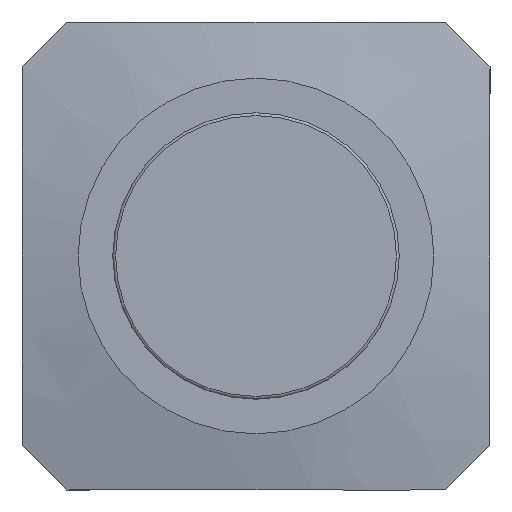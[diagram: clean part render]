
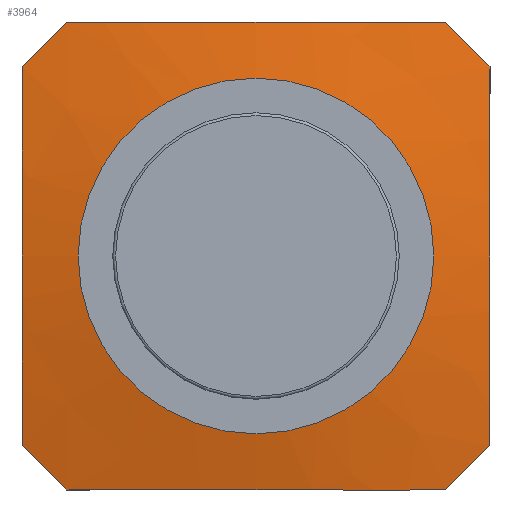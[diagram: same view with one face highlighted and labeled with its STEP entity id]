
A CAD part, left-side view. The second image highlights one B-rep face of the part: STEP entity #3964.
In plain terms, the highlighted conical face has half-angle 78.69 degrees and reference radius 15.75 mm.
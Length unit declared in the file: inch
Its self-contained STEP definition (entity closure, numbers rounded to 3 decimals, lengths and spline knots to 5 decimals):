
#30=(
BOUNDED_CURVE()
B_SPLINE_CURVE(2,(#6470,#6471,#6472),.UNSPECIFIED.,.F.,.F.)
B_SPLINE_CURVE_WITH_KNOTS((3,3),(0.59143,3.04923),
 .UNSPECIFIED.)
CURVE()
GEOMETRIC_REPRESENTATION_ITEM()
RATIONAL_B_SPLINE_CURVE((1.207,1.553,1.207))
REPRESENTATION_ITEM('')
);
#31=(
BOUNDED_CURVE()
B_SPLINE_CURVE(2,(#6497,#6498,#6499),.UNSPECIFIED.,.F.,.F.)
B_SPLINE_CURVE_WITH_KNOTS((3,3),(0.59143,3.04923),
 .UNSPECIFIED.)
CURVE()
GEOMETRIC_REPRESENTATION_ITEM()
RATIONAL_B_SPLINE_CURVE((1.207,1.553,1.207))
REPRESENTATION_ITEM('')
);
#32=(
BOUNDED_CURVE()
B_SPLINE_CURVE(2,(#6502,#6503,#6504),.UNSPECIFIED.,.F.,.F.)
B_SPLINE_CURVE_WITH_KNOTS((3,3),(0.57616,0.92867),
 .UNSPECIFIED.)
CURVE()
GEOMETRIC_REPRESENTATION_ITEM()
RATIONAL_B_SPLINE_CURVE((1.05,1.055,1.05))
REPRESENTATION_ITEM('')
);
#33=(
BOUNDED_CURVE()
B_SPLINE_CURVE(2,(#6506,#6507,#6508),.UNSPECIFIED.,.F.,.F.)
B_SPLINE_CURVE_WITH_KNOTS((3,3),(1.82033,3.04923),
 .UNSPECIFIED.)
CURVE()
GEOMETRIC_REPRESENTATION_ITEM()
RATIONAL_B_SPLINE_CURVE((1.38,1.38,1.207))
REPRESENTATION_ITEM('')
);
#34=(
BOUNDED_CURVE()
B_SPLINE_CURVE(2,(#6511,#6512,#6513),.UNSPECIFIED.,.F.,.F.)
B_SPLINE_CURVE_WITH_KNOTS((3,3),(0.59143,1.82033),
 .UNSPECIFIED.)
CURVE()
GEOMETRIC_REPRESENTATION_ITEM()
RATIONAL_B_SPLINE_CURVE((1.207,1.38,1.38))
REPRESENTATION_ITEM('')
);
#35=(
BOUNDED_CURVE()
B_SPLINE_CURVE(2,(#6515,#6516,#6517),.UNSPECIFIED.,.F.,.F.)
B_SPLINE_CURVE_WITH_KNOTS((3,3),(0.57616,0.92867),
 .UNSPECIFIED.)
CURVE()
GEOMETRIC_REPRESENTATION_ITEM()
RATIONAL_B_SPLINE_CURVE((1.05,1.055,1.05))
REPRESENTATION_ITEM('')
);
#36=(
BOUNDED_CURVE()
B_SPLINE_CURVE(2,(#6519,#6520,#6521),.UNSPECIFIED.,.F.,.F.)
B_SPLINE_CURVE_WITH_KNOTS((3,3),(0.59143,3.04923),
 .UNSPECIFIED.)
CURVE()
GEOMETRIC_REPRESENTATION_ITEM()
RATIONAL_B_SPLINE_CURVE((1.207,1.553,1.207))
REPRESENTATION_ITEM('')
);
#37=(
BOUNDED_CURVE()
B_SPLINE_CURVE(2,(#6522,#6523,#6524),.UNSPECIFIED.,.F.,.F.)
B_SPLINE_CURVE_WITH_KNOTS((3,3),(0.57616,0.92867),
 .UNSPECIFIED.)
CURVE()
GEOMETRIC_REPRESENTATION_ITEM()
RATIONAL_B_SPLINE_CURVE((1.05,1.055,1.05))
REPRESENTATION_ITEM('')
);
#38=(
BOUNDED_CURVE()
B_SPLINE_CURVE(2,(#6525,#6526,#6527),.UNSPECIFIED.,.F.,.F.)
B_SPLINE_CURVE_WITH_KNOTS((3,3),(0.57616,0.92867),
 .UNSPECIFIED.)
CURVE()
GEOMETRIC_REPRESENTATION_ITEM()
RATIONAL_B_SPLINE_CURVE((1.05,1.055,1.05))
REPRESENTATION_ITEM('')
);
#44=CONICAL_SURFACE('',#4219,0.62008,1.373);
#251=CIRCLE('',#4213,0.37402);
#458=FACE_OUTER_BOUND('',#691,.T.);
#691=EDGE_LOOP('',(#3264,#3265,#3266,#3267,#3268,#3269,#3270,#3271,#3272,
#3273,#3274,#3275));
#1076=LINE('',#6509,#1443);
#1443=VECTOR('',#5020,0.62008);
#1764=VERTEX_POINT('',#6461);
#1767=VERTEX_POINT('',#6467);
#1768=VERTEX_POINT('',#6469);
#1777=VERTEX_POINT('',#6493);
#1778=VERTEX_POINT('',#6495);
#1779=VERTEX_POINT('',#6501);
#1780=VERTEX_POINT('',#6505);
#1781=VERTEX_POINT('',#6510);
#1782=VERTEX_POINT('',#6514);
#1783=VERTEX_POINT('',#6518);
#2265=EDGE_CURVE('',#1764,#1764,#251,.T.);
#2268=EDGE_CURVE('',#1767,#1768,#30,.T.);
#2281=EDGE_CURVE('',#1778,#1777,#31,.T.);
#2282=EDGE_CURVE('',#1767,#1779,#32,.T.);
#2283=EDGE_CURVE('',#1780,#1779,#33,.T.);
#2284=EDGE_CURVE('',#1780,#1764,#1076,.T.);
#2285=EDGE_CURVE('',#1781,#1780,#34,.T.);
#2286=EDGE_CURVE('',#1781,#1782,#35,.T.);
#2287=EDGE_CURVE('',#1783,#1782,#36,.T.);
#2288=EDGE_CURVE('',#1783,#1777,#37,.T.);
#2289=EDGE_CURVE('',#1778,#1768,#38,.T.);
#3264=ORIENTED_EDGE('',*,*,#2282,.T.);
#3265=ORIENTED_EDGE('',*,*,#2283,.F.);
#3266=ORIENTED_EDGE('',*,*,#2284,.T.);
#3267=ORIENTED_EDGE('',*,*,#2265,.F.);
#3268=ORIENTED_EDGE('',*,*,#2284,.F.);
#3269=ORIENTED_EDGE('',*,*,#2285,.F.);
#3270=ORIENTED_EDGE('',*,*,#2286,.T.);
#3271=ORIENTED_EDGE('',*,*,#2287,.F.);
#3272=ORIENTED_EDGE('',*,*,#2288,.T.);
#3273=ORIENTED_EDGE('',*,*,#2281,.F.);
#3274=ORIENTED_EDGE('',*,*,#2289,.T.);
#3275=ORIENTED_EDGE('',*,*,#2268,.F.);
#3964=ADVANCED_FACE('',(#458),#44,.T.);
#4213=AXIS2_PLACEMENT_3D('',#6462,#4994,#4995);
#4219=AXIS2_PLACEMENT_3D('',#6500,#5018,#5019);
#4994=DIRECTION('center_axis',(-1.,0.,0.));
#4995=DIRECTION('ref_axis',(0.,-1.,0.));
#5018=DIRECTION('center_axis',(1.,0.,0.));
#5019=DIRECTION('ref_axis',(0.,-1.,0.));
#5020=DIRECTION('',(-0.196,-0.981,0.));
#6461=CARTESIAN_POINT('',(-0.09843,0.37402,0.));
#6462=CARTESIAN_POINT('Origin',(-0.09843,0.,0.));
#6467=CARTESIAN_POINT('',(-0.04655,0.39872,0.49213));
#6469=CARTESIAN_POINT('',(-0.04655,-0.39872,0.49213));
#6470=CARTESIAN_POINT('Ctrl Pts',(-0.04655,0.39872,
0.49213));
#6471=CARTESIAN_POINT('Ctrl Pts',(-0.09675,0.,
0.49213));
#6472=CARTESIAN_POINT('Ctrl Pts',(-0.04655,-0.39872,
0.49213));
#6493=CARTESIAN_POINT('',(-0.04655,-0.49213,-0.39872));
#6495=CARTESIAN_POINT('',(-0.04655,-0.49213,0.39872));
#6497=CARTESIAN_POINT('Ctrl Pts',(-0.04655,-0.49213,
0.39872));
#6498=CARTESIAN_POINT('Ctrl Pts',(-0.09675,-0.49213,
0.));
#6499=CARTESIAN_POINT('Ctrl Pts',(-0.04655,-0.49213,
-0.39872));
#6500=CARTESIAN_POINT('Origin',(-0.04921,0.,0.));
#6501=CARTESIAN_POINT('',(-0.04655,0.49213,0.39872));
#6502=CARTESIAN_POINT('Ctrl Pts',(-0.04655,0.39872,
0.49213));
#6503=CARTESIAN_POINT('Ctrl Pts',(-0.04793,0.44542,
0.44542));
#6504=CARTESIAN_POINT('Ctrl Pts',(-0.04655,0.49213,
0.39872));
#6505=CARTESIAN_POINT('',(-0.0748,0.49213,0.));
#6506=CARTESIAN_POINT('Ctrl Pts',(-0.0748,0.49213,
0.));
#6507=CARTESIAN_POINT('Ctrl Pts',(-0.0748,0.49213,
0.17434));
#6508=CARTESIAN_POINT('Ctrl Pts',(-0.04655,0.49213,
0.39872));
#6509=CARTESIAN_POINT('',(-0.04921,0.62008,0.));
#6510=CARTESIAN_POINT('',(-0.04655,0.49213,-0.39872));
#6511=CARTESIAN_POINT('Ctrl Pts',(-0.04655,0.49213,
-0.39872));
#6512=CARTESIAN_POINT('Ctrl Pts',(-0.0748,0.49213,
-0.17434));
#6513=CARTESIAN_POINT('Ctrl Pts',(-0.0748,0.49213,
0.));
#6514=CARTESIAN_POINT('',(-0.04655,0.39872,-0.49213));
#6515=CARTESIAN_POINT('Ctrl Pts',(-0.04655,0.49213,
-0.39872));
#6516=CARTESIAN_POINT('Ctrl Pts',(-0.04793,0.44542,
-0.44542));
#6517=CARTESIAN_POINT('Ctrl Pts',(-0.04655,0.39872,
-0.49213));
#6518=CARTESIAN_POINT('',(-0.04655,-0.39872,-0.49213));
#6519=CARTESIAN_POINT('Ctrl Pts',(-0.04655,-0.39872,
-0.49213));
#6520=CARTESIAN_POINT('Ctrl Pts',(-0.09675,0.,
-0.49213));
#6521=CARTESIAN_POINT('Ctrl Pts',(-0.04655,0.39872,
-0.49213));
#6522=CARTESIAN_POINT('Ctrl Pts',(-0.04655,-0.39872,
-0.49213));
#6523=CARTESIAN_POINT('Ctrl Pts',(-0.04793,-0.44542,
-0.44542));
#6524=CARTESIAN_POINT('Ctrl Pts',(-0.04655,-0.49213,
-0.39872));
#6525=CARTESIAN_POINT('Ctrl Pts',(-0.04655,-0.49213,
0.39872));
#6526=CARTESIAN_POINT('Ctrl Pts',(-0.04793,-0.44542,
0.44542));
#6527=CARTESIAN_POINT('Ctrl Pts',(-0.04655,-0.39872,
0.49213));
